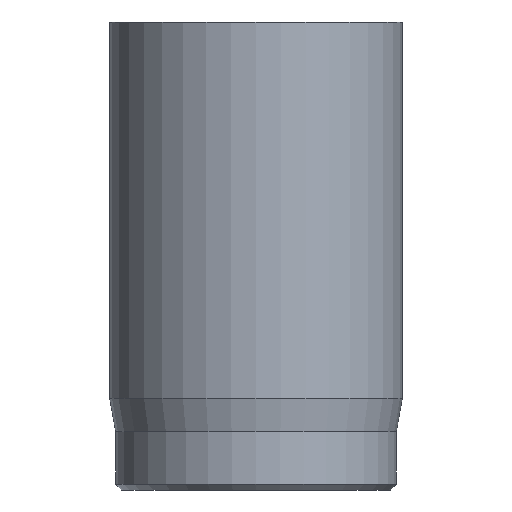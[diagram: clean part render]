
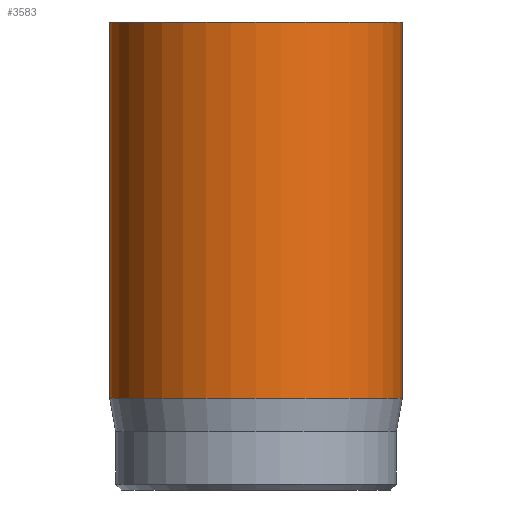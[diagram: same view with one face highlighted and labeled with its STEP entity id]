
A CAD part, front view. The second image highlights one B-rep face of the part: STEP entity #3583.
In plain terms, the highlighted cylindrical face has radius 2.5 mm (diameter 5 mm), a full revolution.
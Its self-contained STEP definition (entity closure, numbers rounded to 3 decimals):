
#509=CYLINDRICAL_SURFACE('',#3773,2.5);
#650=FACE_OUTER_BOUND('',#868,.T.);
#868=EDGE_LOOP('',(#3082,#3083,#3084,#3085,#3086));
#1090=LINE('',#6549,#1325);
#1325=VECTOR('',#4088,2.5);
#1415=CIRCLE('',#3755,2.5);
#1422=CIRCLE('',#3771,2.5);
#1423=CIRCLE('',#3772,2.5);
#1685=VERTEX_POINT('',#6516);
#1692=VERTEX_POINT('',#6543);
#1693=VERTEX_POINT('',#6544);
#2165=EDGE_CURVE('',#1685,#1685,#1415,.T.);
#2176=EDGE_CURVE('',#1692,#1693,#1422,.T.);
#2177=EDGE_CURVE('',#1693,#1692,#1423,.T.);
#2179=EDGE_CURVE('',#1685,#1692,#1090,.T.);
#3082=ORIENTED_EDGE('',*,*,#2165,.T.);
#3083=ORIENTED_EDGE('',*,*,#2179,.T.);
#3084=ORIENTED_EDGE('',*,*,#2176,.T.);
#3085=ORIENTED_EDGE('',*,*,#2177,.T.);
#3086=ORIENTED_EDGE('',*,*,#2179,.F.);
#3583=ADVANCED_FACE('',(#650),#509,.T.);
#3755=AXIS2_PLACEMENT_3D('',#6517,#4045,#4046);
#3771=AXIS2_PLACEMENT_3D('',#6545,#4081,#4082);
#3772=AXIS2_PLACEMENT_3D('',#6546,#4083,#4084);
#3773=AXIS2_PLACEMENT_3D('',#6548,#4086,#4087);
#4045=DIRECTION('center_axis',(0.,0.,-1.));
#4046=DIRECTION('ref_axis',(-1.,0.,0.));
#4081=DIRECTION('center_axis',(0.,0.,1.));
#4082=DIRECTION('ref_axis',(-1.,0.,0.));
#4083=DIRECTION('center_axis',(0.,0.,1.));
#4084=DIRECTION('ref_axis',(-1.,0.,0.));
#4086=DIRECTION('center_axis',(0.,0.,1.));
#4087=DIRECTION('ref_axis',(-1.,0.,0.));
#4088=DIRECTION('',(0.,0.,-1.));
#6516=CARTESIAN_POINT('',(2.5,0.,8.));
#6517=CARTESIAN_POINT('Origin',(0.,0.,8.));
#6543=CARTESIAN_POINT('',(2.5,0.,1.567));
#6544=CARTESIAN_POINT('',(-2.5,0.,1.567));
#6545=CARTESIAN_POINT('Origin',(0.,0.,1.567));
#6546=CARTESIAN_POINT('Origin',(0.,0.,1.567));
#6548=CARTESIAN_POINT('Origin',(0.,0.,0.));
#6549=CARTESIAN_POINT('',(2.5,0.,0.));
